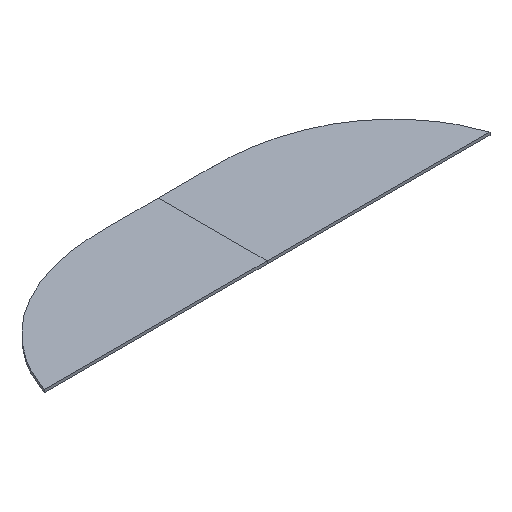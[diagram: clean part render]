
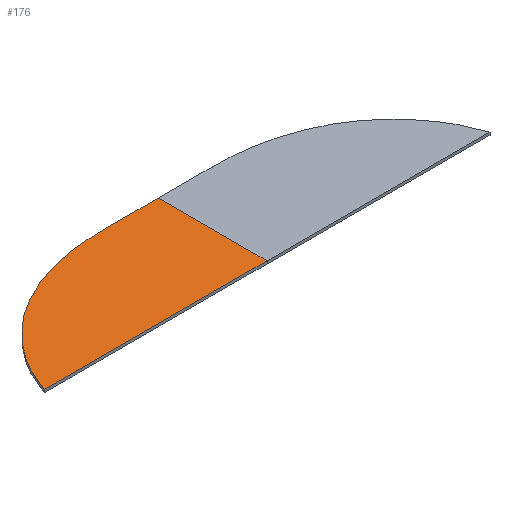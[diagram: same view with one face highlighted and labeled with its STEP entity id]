
A CAD part, isometric view. The second image highlights one B-rep face of the part: STEP entity #176.
In plain terms, the highlighted planar face has unit normal (0, 0, 1).
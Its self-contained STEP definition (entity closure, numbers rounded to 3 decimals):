
#42=CARTESIAN_POINT('',(0.,40.,1.));
#43=VERTEX_POINT('',#42);
#50=CARTESIAN_POINT('',(0.,0.,1.));
#51=VERTEX_POINT('',#50);
#52=CARTESIAN_POINT('',(0.,0.,1.));
#53=DIRECTION('',(0.,1.,0.));
#54=VECTOR('',#53,40.);
#55=LINE('',#52,#54);
#56=EDGE_CURVE('',#51,#43,#55,.T.);
#81=CARTESIAN_POINT('',(-82.,0.,1.));
#82=VERTEX_POINT('',#81);
#83=CARTESIAN_POINT('',(0.,0.,1.));
#84=DIRECTION('',(-1.,0.,0.));
#85=VECTOR('',#84,82.);
#86=LINE('',#83,#85);
#87=EDGE_CURVE('',#51,#82,#86,.T.);
#123=CARTESIAN_POINT('',(-19.789,40.,1.));
#124=VERTEX_POINT('',#123);
#125=CARTESIAN_POINT('',(-82.,0.,1.));
#126=CARTESIAN_POINT('',(-79.276,8.001,1.));
#127=CARTESIAN_POINT('',(-70.238,20.547,1.));
#128=CARTESIAN_POINT('',(-56.422,32.182,1.));
#129=CARTESIAN_POINT('',(-33.95,40.,1.));
#130=CARTESIAN_POINT('',(-19.789,40.,1.));
#131=B_SPLINE_CURVE_WITH_KNOTS('',2,(#125,#126,#127,#128,#129,#130),.UNSPECIFIED.,.F.,.F.,(3,1,1,1,3),(0.,0.226,0.451,0.726,1.),.UNSPECIFIED.);
#132=EDGE_CURVE('',#82,#124,#131,.T.);
#155=CARTESIAN_POINT('',(0.,40.,1.));
#156=DIRECTION('',(-1.,0.,0.));
#157=VECTOR('',#156,19.789);
#158=LINE('',#155,#157);
#159=EDGE_CURVE('',#43,#124,#158,.T.);
#165=CARTESIAN_POINT('',(0.,0.,1.));
#166=DIRECTION('',(0.,0.,1.));
#167=DIRECTION('',(-1.,0.,0.));
#168=AXIS2_PLACEMENT_3D('',#165,#166,#167);
#169=PLANE('',#168);
#170=ORIENTED_EDGE('',*,*,#56,.T.);
#171=ORIENTED_EDGE('',*,*,#159,.T.);
#172=ORIENTED_EDGE('',*,*,#132,.F.);
#173=ORIENTED_EDGE('',*,*,#87,.F.);
#174=EDGE_LOOP('',(#170,#171,#172,#173));
#175=FACE_BOUND('',#174,.T.);
#176=ADVANCED_FACE('',(#175),#169,.T.);
